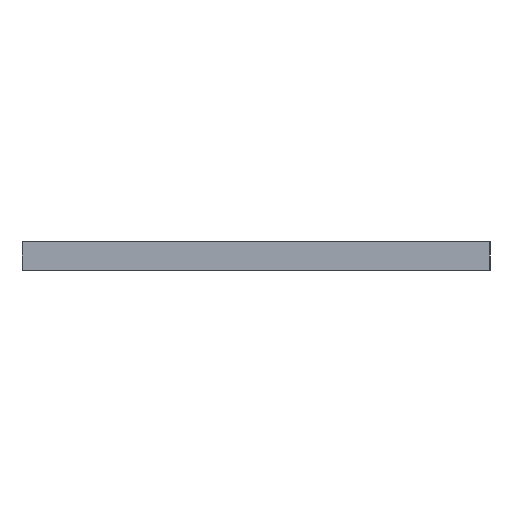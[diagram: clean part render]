
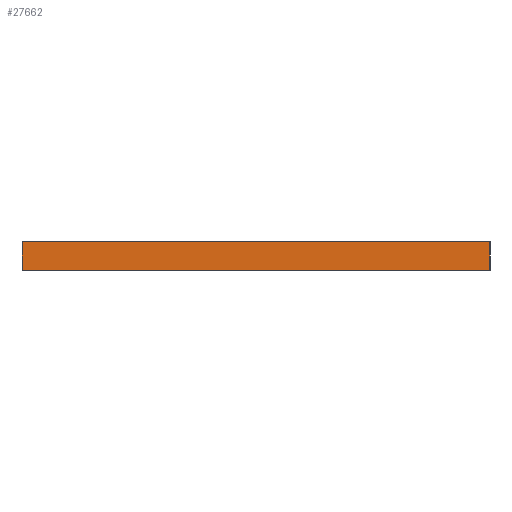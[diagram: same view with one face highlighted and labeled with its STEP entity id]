
A CAD part, left-side view. The second image highlights one B-rep face of the part: STEP entity #27662.
In plain terms, the highlighted planar face has unit normal (-1, 0, 0).
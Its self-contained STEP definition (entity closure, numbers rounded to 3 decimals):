
#426=PLANE('',#31544);
#1880=LINE('',#55441,#3342);
#1888=LINE('',#55456,#3350);
#1889=LINE('',#55458,#3351);
#1890=LINE('',#55459,#3352);
#3342=VECTOR('',#40707,10.);
#3350=VECTOR('',#40719,10.);
#3351=VECTOR('',#40722,10.);
#3352=VECTOR('',#40723,10.);
#6956=FACE_OUTER_BOUND('',#8862,.T.);
#8862=EDGE_LOOP('',(#25397,#25398,#25399,#25400));
#13266=VERTEX_POINT('',#55438);
#13267=VERTEX_POINT('',#55440);
#13271=VERTEX_POINT('',#55452);
#13272=VERTEX_POINT('',#55454);
#17324=EDGE_CURVE('',#13266,#13267,#1880,.T.);
#17332=EDGE_CURVE('',#13271,#13272,#1888,.T.);
#17333=EDGE_CURVE('',#13266,#13271,#1889,.T.);
#17334=EDGE_CURVE('',#13267,#13272,#1890,.T.);
#25397=ORIENTED_EDGE('',*,*,#17333,.T.);
#25398=ORIENTED_EDGE('',*,*,#17332,.T.);
#25399=ORIENTED_EDGE('',*,*,#17334,.F.);
#25400=ORIENTED_EDGE('',*,*,#17324,.F.);
#27662=ADVANCED_FACE('',(#6956),#426,.T.);
#31544=AXIS2_PLACEMENT_3D('',#55457,#40720,#40721);
#40707=DIRECTION('',(0.,0.,1.));
#40719=DIRECTION('',(0.,0.,1.));
#40720=DIRECTION('center_axis',(-1.,0.,0.));
#40721=DIRECTION('ref_axis',(0.,-1.,0.));
#40722=DIRECTION('',(0.,-1.,0.));
#40723=DIRECTION('',(0.,-1.,0.));
#55438=CARTESIAN_POINT('',(0.,280.,0.));
#55440=CARTESIAN_POINT('',(0.,280.,17.));
#55441=CARTESIAN_POINT('',(0.,280.,0.));
#55452=CARTESIAN_POINT('',(0.,0.,0.));
#55454=CARTESIAN_POINT('',(0.,0.,17.));
#55456=CARTESIAN_POINT('',(0.,0.,0.));
#55457=CARTESIAN_POINT('Origin',(0.,280.,0.));
#55458=CARTESIAN_POINT('',(0.,280.,0.));
#55459=CARTESIAN_POINT('',(0.,280.,17.));
